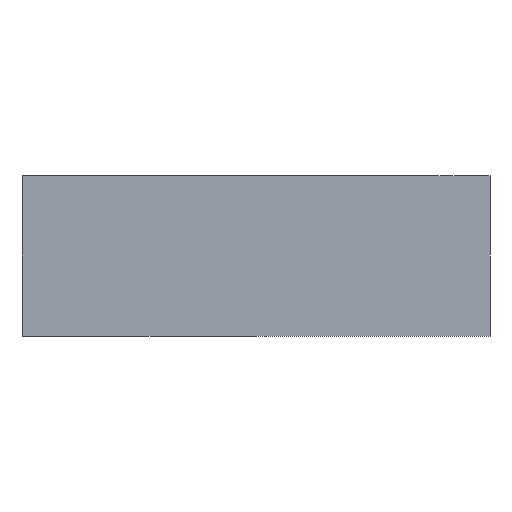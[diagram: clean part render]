
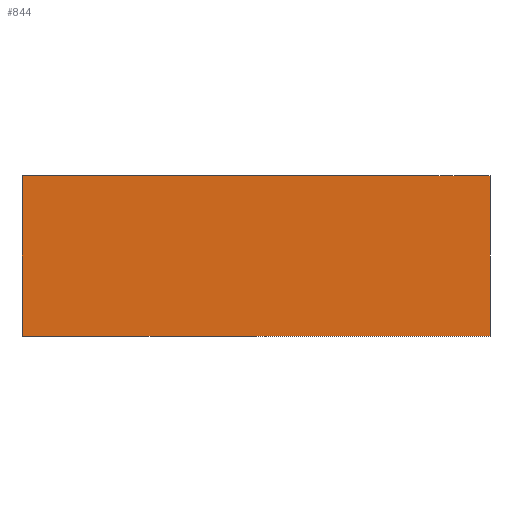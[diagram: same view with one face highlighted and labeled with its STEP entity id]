
A CAD part, left-side view. The second image highlights one B-rep face of the part: STEP entity #844.
In plain terms, the highlighted planar face has unit normal (-1, 0, 0).
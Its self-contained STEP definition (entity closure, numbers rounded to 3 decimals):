
#36=PLANE('',#906);
#80=FACE_OUTER_BOUND('',#126,.T.);
#126=EDGE_LOOP('',(#715,#716,#717,#718));
#153=LINE('',#1172,#257);
#216=LINE('',#1325,#320);
#217=LINE('',#1327,#321);
#218=LINE('',#1328,#322);
#257=VECTOR('',#943,10.);
#320=VECTOR('',#1080,10.);
#321=VECTOR('',#1081,10.);
#322=VECTOR('',#1082,10.);
#377=VERTEX_POINT('',#1168);
#379=VERTEX_POINT('',#1171);
#432=VERTEX_POINT('',#1324);
#433=VERTEX_POINT('',#1326);
#459=EDGE_CURVE('',#379,#377,#153,.T.);
#536=EDGE_CURVE('',#377,#432,#216,.T.);
#537=EDGE_CURVE('',#433,#432,#217,.T.);
#538=EDGE_CURVE('',#379,#433,#218,.T.);
#715=ORIENTED_EDGE('',*,*,#459,.T.);
#716=ORIENTED_EDGE('',*,*,#536,.T.);
#717=ORIENTED_EDGE('',*,*,#537,.F.);
#718=ORIENTED_EDGE('',*,*,#538,.F.);
#844=ADVANCED_FACE('',(#80),#36,.T.);
#906=AXIS2_PLACEMENT_3D('',#1323,#1078,#1079);
#943=DIRECTION('',(0.,1.,0.));
#1078=DIRECTION('center_axis',(-1.,0.,0.));
#1079=DIRECTION('ref_axis',(0.,1.,0.));
#1080=DIRECTION('',(0.,0.,-1.));
#1081=DIRECTION('',(0.,1.,0.));
#1082=DIRECTION('',(0.,0.,-1.));
#1168=CARTESIAN_POINT('',(-9.75,9.75,0.));
#1171=CARTESIAN_POINT('',(-9.75,-9.75,0.));
#1172=CARTESIAN_POINT('',(-9.75,-9.75,0.));
#1323=CARTESIAN_POINT('Origin',(-9.75,-9.75,0.));
#1324=CARTESIAN_POINT('',(-9.75,9.75,-6.7));
#1325=CARTESIAN_POINT('',(-9.75,9.75,0.));
#1326=CARTESIAN_POINT('',(-9.75,-9.75,-6.7));
#1327=CARTESIAN_POINT('',(-9.75,-9.75,-6.7));
#1328=CARTESIAN_POINT('',(-9.75,-9.75,0.));
